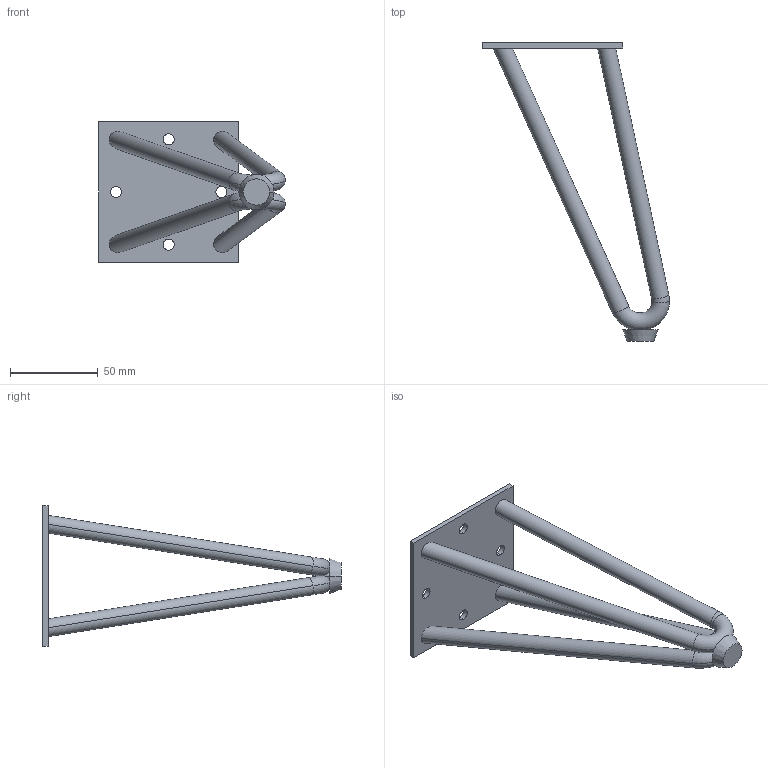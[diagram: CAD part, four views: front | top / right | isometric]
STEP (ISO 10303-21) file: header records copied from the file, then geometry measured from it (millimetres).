
FILE_DESCRIPTION (( 'STEP AP214' ), '1' );
FILE_NAME ('F002849_3D.step', '2022-10-10T15:16:03', ( '' ), ( '' ), 'SwSTEP 2.0', 'SolidWorks 2020', '' );
FILE_SCHEMA (( 'AUTOMOTIVE_DESIGN' ));
Length unit declared in the file: millimetre
Products named in the file (1): F002849_3D
Bounding box: 106.48 x 170 x 80 mm (x, y, z)
Volume: 75122.7 mm3; surface area: 36919.9 mm2
Topology: 4 solids, 4 shells, 41 faces, 84 edges, 52 vertices
Faces by surface type: cylinder 18, plane 13, torus 8, cone 2
Entity records: 1614 total; most frequent: DIRECTION 204, CARTESIAN_POINT 202, ORIENTED_EDGE 168, AXIS2_PLACEMENT_3D 86, EDGE_CURVE 84, VERTEX_POINT 52, EDGE_LOOP 50, UNCERTAINTY_MEASURE_WITH_UNIT 47
